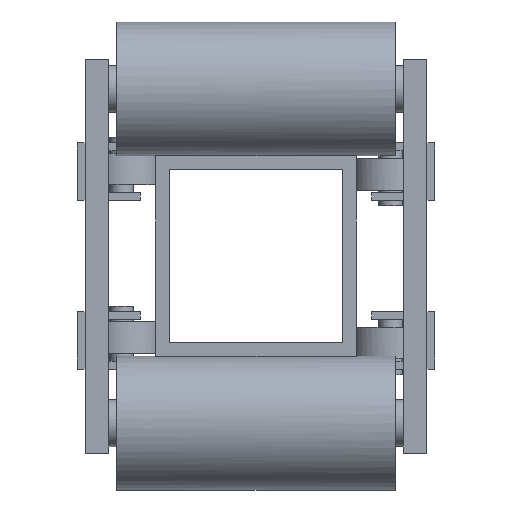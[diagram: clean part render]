
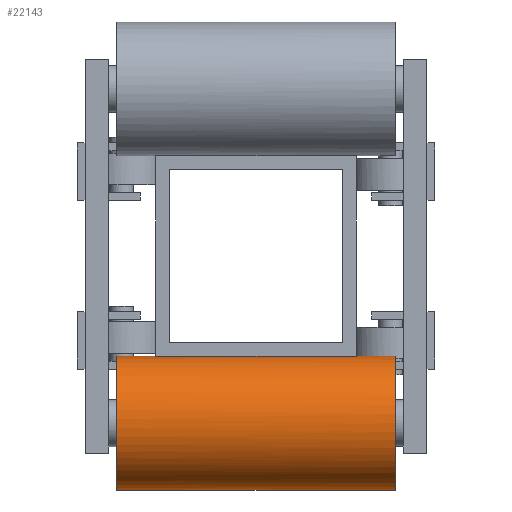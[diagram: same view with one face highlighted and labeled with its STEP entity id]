
A CAD part, front view. The second image highlights one B-rep face of the part: STEP entity #22143.
In plain terms, the highlighted free-form (B-spline) face has degree [2, 1] with [9, 2] control points.
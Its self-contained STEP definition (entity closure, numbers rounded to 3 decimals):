
#22143 = ADVANCED_FACE('',(#22144),#22176,.T.);
#22144 = FACE_BOUND('',#22145,.T.);
#22145 = EDGE_LOOP('',(#22146,#22158,#22165,#22175));
#22146 = ORIENTED_EDGE('',*,*,#22147,.T.);
#22147 = EDGE_CURVE('',#22148,#22148,#22150,.T.);
#22148 = VERTEX_POINT('',#22149);
#22149 = CARTESIAN_POINT('',(-14.447,14.039,
    -10.366));
#22150 = ( BOUNDED_CURVE() B_SPLINE_CURVE(2,(#22151,#22152,#22153,#22154
    ,#22155,#22156,#22157),.UNSPECIFIED.,.T.,.F.) 
B_SPLINE_CURVE_WITH_KNOTS((3,2,2,3),(3.142,5.236,
7.33,9.425),.PIECEWISE_BEZIER_KNOTS.) CURVE() 
GEOMETRIC_REPRESENTATION_ITEM() RATIONAL_B_SPLINE_CURVE((1.,0.5,1.,0.5,
1.,0.5,1.)) REPRESENTATION_ITEM('') );
#22151 = CARTESIAN_POINT('',(-14.447,14.039,
    -10.366));
#22152 = CARTESIAN_POINT('',(-14.447,2.022,
    -10.366));
#22153 = CARTESIAN_POINT('',(-14.447,8.03,
    -20.772));
#22154 = CARTESIAN_POINT('',(-14.447,14.039,
    -31.179));
#22155 = CARTESIAN_POINT('',(-14.447,20.047,
    -20.772));
#22156 = CARTESIAN_POINT('',(-14.447,26.055,
    -10.366));
#22157 = CARTESIAN_POINT('',(-14.447,14.039,
    -10.366));
#22158 = ORIENTED_EDGE('',*,*,#22159,.T.);
#22159 = EDGE_CURVE('',#22148,#22160,#22162,.T.);
#22160 = VERTEX_POINT('',#22161);
#22161 = CARTESIAN_POINT('',(14.447,14.039,
    -10.366));
#22162 = B_SPLINE_CURVE_WITH_KNOTS('',1,(#22163,#22164),.UNSPECIFIED.,
  .F.,.F.,(2,2),(-35.4,0.),.PIECEWISE_BEZIER_KNOTS.);
#22163 = CARTESIAN_POINT('',(-14.447,14.039,
    -10.366));
#22164 = CARTESIAN_POINT('',(14.447,14.039,
    -10.366));
#22165 = ORIENTED_EDGE('',*,*,#22166,.T.);
#22166 = EDGE_CURVE('',#22160,#22160,#22167,.T.);
#22167 = ( BOUNDED_CURVE() B_SPLINE_CURVE(2,(#22168,#22169,#22170,#22171
    ,#22172,#22173,#22174),.UNSPECIFIED.,.T.,.F.) 
B_SPLINE_CURVE_WITH_KNOTS((3,2,2,3),(3.142,5.236,
7.33,9.425),.PIECEWISE_BEZIER_KNOTS.) CURVE() 
GEOMETRIC_REPRESENTATION_ITEM() RATIONAL_B_SPLINE_CURVE((1.,0.5,1.,0.5,
1.,0.5,1.)) REPRESENTATION_ITEM('') );
#22168 = CARTESIAN_POINT('',(14.447,14.039,
    -10.366));
#22169 = CARTESIAN_POINT('',(14.447,26.055,
    -10.366));
#22170 = CARTESIAN_POINT('',(14.447,20.047,
    -20.772));
#22171 = CARTESIAN_POINT('',(14.447,14.039,
    -31.179));
#22172 = CARTESIAN_POINT('',(14.447,8.03,
    -20.772));
#22173 = CARTESIAN_POINT('',(14.447,2.022,
    -10.366));
#22174 = CARTESIAN_POINT('',(14.447,14.039,
    -10.366));
#22175 = ORIENTED_EDGE('',*,*,#22159,.F.);
#22176 = ( BOUNDED_SURFACE() B_SPLINE_SURFACE(2,1,(
    (#22177,#22178)
    ,(#22179,#22180)
    ,(#22181,#22182)
    ,(#22183,#22184)
    ,(#22185,#22186)
    ,(#22187,#22188)
    ,(#22189,#22190)
    ,(#22191,#22192)
    ,(#22193,#22194
)),.UNSPECIFIED.,.T.,.F.,.F.) B_SPLINE_SURFACE_WITH_KNOTS((3,2,2,2,3),(2
    ,2),(-3.142,-2.094,0.,2.094,3.142)
,(0.,35.4),.UNSPECIFIED.) GEOMETRIC_REPRESENTATION_ITEM() 
RATIONAL_B_SPLINE_SURFACE((
    (0.75,0.75)
    ,(0.75,0.75)
    ,(1.,1.)
    ,(0.5,0.5)
    ,(1.,1.)
    ,(0.5,0.5)
    ,(1.,1.)
    ,(0.75,0.75)
,(0.75,0.75))) REPRESENTATION_ITEM('') SURFACE() );
#22177 = CARTESIAN_POINT('',(14.447,14.039,
    -10.366));
#22178 = CARTESIAN_POINT('',(-14.447,14.039,
    -10.366));
#22179 = CARTESIAN_POINT('',(14.447,18.044,
    -10.366));
#22180 = CARTESIAN_POINT('',(-14.447,18.044,
    -10.366));
#22181 = CARTESIAN_POINT('',(14.447,20.047,
    -13.835));
#22182 = CARTESIAN_POINT('',(-14.447,20.047,
    -13.835));
#22183 = CARTESIAN_POINT('',(14.447,26.055,
    -24.241));
#22184 = CARTESIAN_POINT('',(-14.447,26.055,
    -24.241));
#22185 = CARTESIAN_POINT('',(14.447,14.039,
    -24.241));
#22186 = CARTESIAN_POINT('',(-14.447,14.039,
    -24.241));
#22187 = CARTESIAN_POINT('',(14.447,2.022,
    -24.241));
#22188 = CARTESIAN_POINT('',(-14.447,2.022,
    -24.241));
#22189 = CARTESIAN_POINT('',(14.447,8.03,
    -13.835));
#22190 = CARTESIAN_POINT('',(-14.447,8.03,
    -13.835));
#22191 = CARTESIAN_POINT('',(14.447,10.033,
    -10.366));
#22192 = CARTESIAN_POINT('',(-14.447,10.033,
    -10.366));
#22193 = CARTESIAN_POINT('',(14.447,14.039,
    -10.366));
#22194 = CARTESIAN_POINT('',(-14.447,14.039,
    -10.366));
